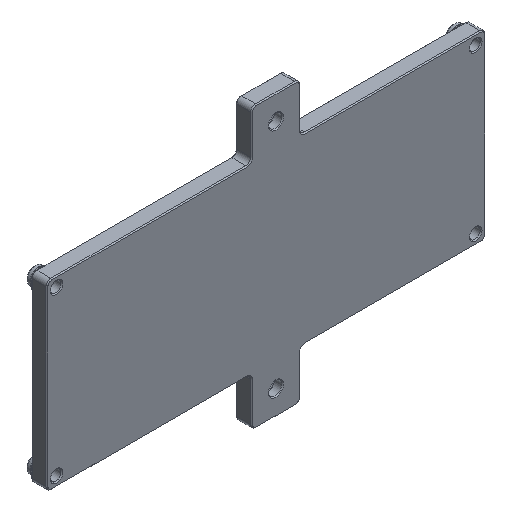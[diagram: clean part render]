
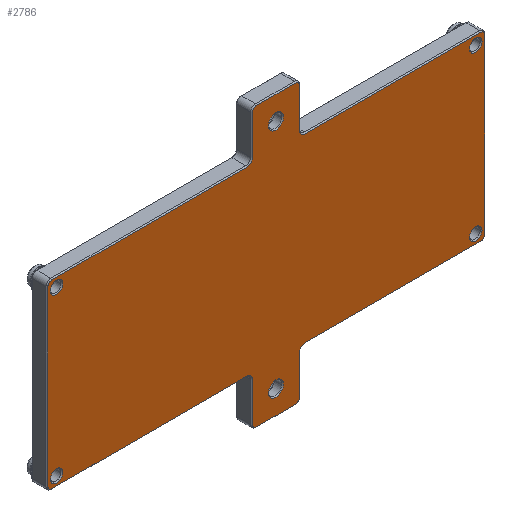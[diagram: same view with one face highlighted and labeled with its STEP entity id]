
A CAD part, isometric view. The second image highlights one B-rep face of the part: STEP entity #2786.
In plain terms, the highlighted planar face has unit normal (0, -1, 0).
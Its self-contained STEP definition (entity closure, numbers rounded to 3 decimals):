
#204=FACE_BOUND('',#484,.T.);
#205=FACE_BOUND('',#485,.T.);
#206=FACE_BOUND('',#486,.T.);
#207=FACE_BOUND('',#487,.T.);
#208=FACE_BOUND('',#488,.T.);
#209=FACE_BOUND('',#489,.T.);
#221=PLANE('',#3008);
#302=FACE_OUTER_BOUND('',#483,.T.);
#483=EDGE_LOOP('',(#1931,#1932,#1933,#1934,#1935,#1936,#1937,#1938,#1939,
#1940,#1941,#1942,#1943,#1944,#1945,#1946,#1947,#1948,#1949,#1950,#1951,
#1952,#1953,#1954));
#484=EDGE_LOOP('',(#1955));
#485=EDGE_LOOP('',(#1956));
#486=EDGE_LOOP('',(#1957));
#487=EDGE_LOOP('',(#1958));
#488=EDGE_LOOP('',(#1959));
#489=EDGE_LOOP('',(#1960));
#686=LINE('',#3990,#880);
#687=LINE('',#3994,#881);
#688=LINE('',#3998,#882);
#689=LINE('',#4002,#883);
#690=LINE('',#4006,#884);
#691=LINE('',#4010,#885);
#692=LINE('',#4014,#886);
#693=LINE('',#4018,#887);
#694=LINE('',#4022,#888);
#695=LINE('',#4026,#889);
#696=LINE('',#4030,#890);
#697=LINE('',#4034,#891);
#880=VECTOR('',#3301,10.);
#881=VECTOR('',#3304,10.);
#882=VECTOR('',#3307,10.);
#883=VECTOR('',#3310,10.);
#884=VECTOR('',#3313,10.);
#885=VECTOR('',#3316,10.);
#886=VECTOR('',#3319,10.);
#887=VECTOR('',#3322,10.);
#888=VECTOR('',#3325,10.);
#889=VECTOR('',#3328,10.);
#890=VECTOR('',#3331,10.);
#891=VECTOR('',#3334,10.);
#1077=CIRCLE('',#3007,3.1);
#1078=CIRCLE('',#3009,1.6);
#1079=CIRCLE('',#3010,1.6);
#1080=CIRCLE('',#3011,2.4);
#1081=CIRCLE('',#3012,1.6);
#1082=CIRCLE('',#3013,1.6);
#1083=CIRCLE('',#3014,2.4);
#1084=CIRCLE('',#3015,1.6);
#1085=CIRCLE('',#3016,1.6);
#1086=CIRCLE('',#3017,2.4);
#1087=CIRCLE('',#3018,1.6);
#1088=CIRCLE('',#3019,1.6);
#1089=CIRCLE('',#3020,2.4);
#1090=CIRCLE('',#3021,3.1);
#1091=CIRCLE('',#3022,2.55);
#1092=CIRCLE('',#3023,2.55);
#1093=CIRCLE('',#3024,2.55);
#1094=CIRCLE('',#3025,2.55);
#1215=VERTEX_POINT('',#3984);
#1216=VERTEX_POINT('',#3988);
#1217=VERTEX_POINT('',#3989);
#1218=VERTEX_POINT('',#3991);
#1219=VERTEX_POINT('',#3993);
#1220=VERTEX_POINT('',#3995);
#1221=VERTEX_POINT('',#3997);
#1222=VERTEX_POINT('',#3999);
#1223=VERTEX_POINT('',#4001);
#1224=VERTEX_POINT('',#4003);
#1225=VERTEX_POINT('',#4005);
#1226=VERTEX_POINT('',#4007);
#1227=VERTEX_POINT('',#4009);
#1228=VERTEX_POINT('',#4011);
#1229=VERTEX_POINT('',#4013);
#1230=VERTEX_POINT('',#4015);
#1231=VERTEX_POINT('',#4017);
#1232=VERTEX_POINT('',#4019);
#1233=VERTEX_POINT('',#4021);
#1234=VERTEX_POINT('',#4023);
#1235=VERTEX_POINT('',#4025);
#1236=VERTEX_POINT('',#4027);
#1237=VERTEX_POINT('',#4029);
#1238=VERTEX_POINT('',#4031);
#1239=VERTEX_POINT('',#4033);
#1240=VERTEX_POINT('',#4036);
#1241=VERTEX_POINT('',#4038);
#1242=VERTEX_POINT('',#4040);
#1243=VERTEX_POINT('',#4042);
#1244=VERTEX_POINT('',#4044);
#1483=EDGE_CURVE('',#1215,#1215,#1077,.T.);
#1485=EDGE_CURVE('',#1216,#1217,#686,.T.);
#1486=EDGE_CURVE('',#1218,#1216,#1078,.T.);
#1487=EDGE_CURVE('',#1219,#1218,#687,.T.);
#1488=EDGE_CURVE('',#1220,#1219,#1079,.T.);
#1489=EDGE_CURVE('',#1221,#1220,#688,.T.);
#1490=EDGE_CURVE('',#1222,#1221,#1080,.T.);
#1491=EDGE_CURVE('',#1223,#1222,#689,.T.);
#1492=EDGE_CURVE('',#1224,#1223,#1081,.T.);
#1493=EDGE_CURVE('',#1225,#1224,#690,.T.);
#1494=EDGE_CURVE('',#1226,#1225,#1082,.T.);
#1495=EDGE_CURVE('',#1227,#1226,#691,.T.);
#1496=EDGE_CURVE('',#1228,#1227,#1083,.T.);
#1497=EDGE_CURVE('',#1229,#1228,#692,.T.);
#1498=EDGE_CURVE('',#1230,#1229,#1084,.T.);
#1499=EDGE_CURVE('',#1231,#1230,#693,.T.);
#1500=EDGE_CURVE('',#1232,#1231,#1085,.T.);
#1501=EDGE_CURVE('',#1233,#1232,#694,.T.);
#1502=EDGE_CURVE('',#1234,#1233,#1086,.T.);
#1503=EDGE_CURVE('',#1235,#1234,#695,.T.);
#1504=EDGE_CURVE('',#1236,#1235,#1087,.T.);
#1505=EDGE_CURVE('',#1237,#1236,#696,.T.);
#1506=EDGE_CURVE('',#1238,#1237,#1088,.T.);
#1507=EDGE_CURVE('',#1239,#1238,#697,.T.);
#1508=EDGE_CURVE('',#1217,#1239,#1089,.T.);
#1509=EDGE_CURVE('',#1240,#1240,#1090,.T.);
#1510=EDGE_CURVE('',#1241,#1241,#1091,.T.);
#1511=EDGE_CURVE('',#1242,#1242,#1092,.T.);
#1512=EDGE_CURVE('',#1243,#1243,#1093,.T.);
#1513=EDGE_CURVE('',#1244,#1244,#1094,.T.);
#1931=ORIENTED_EDGE('',*,*,#1485,.F.);
#1932=ORIENTED_EDGE('',*,*,#1486,.F.);
#1933=ORIENTED_EDGE('',*,*,#1487,.F.);
#1934=ORIENTED_EDGE('',*,*,#1488,.F.);
#1935=ORIENTED_EDGE('',*,*,#1489,.F.);
#1936=ORIENTED_EDGE('',*,*,#1490,.F.);
#1937=ORIENTED_EDGE('',*,*,#1491,.F.);
#1938=ORIENTED_EDGE('',*,*,#1492,.F.);
#1939=ORIENTED_EDGE('',*,*,#1493,.F.);
#1940=ORIENTED_EDGE('',*,*,#1494,.F.);
#1941=ORIENTED_EDGE('',*,*,#1495,.F.);
#1942=ORIENTED_EDGE('',*,*,#1496,.F.);
#1943=ORIENTED_EDGE('',*,*,#1497,.F.);
#1944=ORIENTED_EDGE('',*,*,#1498,.F.);
#1945=ORIENTED_EDGE('',*,*,#1499,.F.);
#1946=ORIENTED_EDGE('',*,*,#1500,.F.);
#1947=ORIENTED_EDGE('',*,*,#1501,.F.);
#1948=ORIENTED_EDGE('',*,*,#1502,.F.);
#1949=ORIENTED_EDGE('',*,*,#1503,.F.);
#1950=ORIENTED_EDGE('',*,*,#1504,.F.);
#1951=ORIENTED_EDGE('',*,*,#1505,.F.);
#1952=ORIENTED_EDGE('',*,*,#1506,.F.);
#1953=ORIENTED_EDGE('',*,*,#1507,.F.);
#1954=ORIENTED_EDGE('',*,*,#1508,.F.);
#1955=ORIENTED_EDGE('',*,*,#1509,.F.);
#1956=ORIENTED_EDGE('',*,*,#1510,.F.);
#1957=ORIENTED_EDGE('',*,*,#1511,.F.);
#1958=ORIENTED_EDGE('',*,*,#1512,.F.);
#1959=ORIENTED_EDGE('',*,*,#1513,.F.);
#1960=ORIENTED_EDGE('',*,*,#1483,.F.);
#2786=ADVANCED_FACE('',(#302,#204,#205,#206,#207,#208,#209),#221,.F.);
#3007=AXIS2_PLACEMENT_3D('',#3985,#3296,#3297);
#3008=AXIS2_PLACEMENT_3D('',#3987,#3299,#3300);
#3009=AXIS2_PLACEMENT_3D('',#3992,#3302,#3303);
#3010=AXIS2_PLACEMENT_3D('',#3996,#3305,#3306);
#3011=AXIS2_PLACEMENT_3D('',#4000,#3308,#3309);
#3012=AXIS2_PLACEMENT_3D('',#4004,#3311,#3312);
#3013=AXIS2_PLACEMENT_3D('',#4008,#3314,#3315);
#3014=AXIS2_PLACEMENT_3D('',#4012,#3317,#3318);
#3015=AXIS2_PLACEMENT_3D('',#4016,#3320,#3321);
#3016=AXIS2_PLACEMENT_3D('',#4020,#3323,#3324);
#3017=AXIS2_PLACEMENT_3D('',#4024,#3326,#3327);
#3018=AXIS2_PLACEMENT_3D('',#4028,#3329,#3330);
#3019=AXIS2_PLACEMENT_3D('',#4032,#3332,#3333);
#3020=AXIS2_PLACEMENT_3D('',#4035,#3335,#3336);
#3021=AXIS2_PLACEMENT_3D('',#4037,#3337,#3338);
#3022=AXIS2_PLACEMENT_3D('',#4039,#3339,#3340);
#3023=AXIS2_PLACEMENT_3D('',#4041,#3341,#3342);
#3024=AXIS2_PLACEMENT_3D('',#4043,#3343,#3344);
#3025=AXIS2_PLACEMENT_3D('',#4045,#3345,#3346);
#3296=DIRECTION('center_axis',(0.,-1.,0.));
#3297=DIRECTION('ref_axis',(1.,0.,0.));
#3299=DIRECTION('center_axis',(0.,1.,0.));
#3300=DIRECTION('ref_axis',(0.,0.,1.));
#3301=DIRECTION('',(1.,0.,0.));
#3302=DIRECTION('center_axis',(0.,1.,0.));
#3303=DIRECTION('ref_axis',(-0.707,0.,0.707));
#3304=DIRECTION('',(0.,0.,1.));
#3305=DIRECTION('center_axis',(0.,1.,0.));
#3306=DIRECTION('ref_axis',(-0.707,0.,-0.707));
#3307=DIRECTION('',(-1.,0.,0.));
#3308=DIRECTION('center_axis',(0.,-1.,0.));
#3309=DIRECTION('ref_axis',(0.707,0.,0.707));
#3310=DIRECTION('',(0.,0.,1.));
#3311=DIRECTION('center_axis',(0.,1.,0.));
#3312=DIRECTION('ref_axis',(-0.707,0.,-0.707));
#3313=DIRECTION('',(-1.,0.,0.));
#3314=DIRECTION('center_axis',(0.,1.,0.));
#3315=DIRECTION('ref_axis',(0.707,0.,-0.707));
#3316=DIRECTION('',(0.,0.,-1.));
#3317=DIRECTION('center_axis',(0.,-1.,0.));
#3318=DIRECTION('ref_axis',(-0.707,0.,0.707));
#3319=DIRECTION('',(-1.,0.,0.));
#3320=DIRECTION('center_axis',(0.,1.,0.));
#3321=DIRECTION('ref_axis',(0.707,0.,-0.707));
#3322=DIRECTION('',(0.,0.,-1.));
#3323=DIRECTION('center_axis',(0.,1.,0.));
#3324=DIRECTION('ref_axis',(0.707,0.,0.707));
#3325=DIRECTION('',(1.,0.,0.));
#3326=DIRECTION('center_axis',(0.,-1.,0.));
#3327=DIRECTION('ref_axis',(-0.707,0.,-0.707));
#3328=DIRECTION('',(0.,0.,-1.));
#3329=DIRECTION('center_axis',(0.,1.,0.));
#3330=DIRECTION('ref_axis',(0.707,0.,0.707));
#3331=DIRECTION('',(1.,0.,0.));
#3332=DIRECTION('center_axis',(0.,1.,0.));
#3333=DIRECTION('ref_axis',(-0.707,0.,0.707));
#3334=DIRECTION('',(0.,0.,1.));
#3335=DIRECTION('center_axis',(0.,-1.,0.));
#3336=DIRECTION('ref_axis',(0.707,0.,-0.707));
#3337=DIRECTION('center_axis',(0.,-1.,0.));
#3338=DIRECTION('ref_axis',(1.,0.,0.));
#3339=DIRECTION('center_axis',(0.,-1.,0.));
#3340=DIRECTION('ref_axis',(1.,0.,0.));
#3341=DIRECTION('center_axis',(0.,-1.,0.));
#3342=DIRECTION('ref_axis',(1.,0.,0.));
#3343=DIRECTION('center_axis',(0.,-1.,0.));
#3344=DIRECTION('ref_axis',(1.,0.,0.));
#3345=DIRECTION('center_axis',(0.,-1.,0.));
#3346=DIRECTION('ref_axis',(1.,0.,0.));
#3984=CARTESIAN_POINT('',(-3.1,0.,-47.5));
#3985=CARTESIAN_POINT('Origin',(0.,0.,-47.5));
#3987=CARTESIAN_POINT('Origin',(-4.,0.,0.));
#3988=CARTESIAN_POINT('',(-92.,0.,37.1));
#3989=CARTESIAN_POINT('',(-12.,0.,37.1));
#3990=CARTESIAN_POINT('',(-49.,0.,37.1));
#3991=CARTESIAN_POINT('',(-93.6,0.,35.5));
#3992=CARTESIAN_POINT('Origin',(-92.,0.,35.5));
#3993=CARTESIAN_POINT('',(-93.6,0.,-35.5));
#3994=CARTESIAN_POINT('',(-93.6,0.,-18.75));
#3995=CARTESIAN_POINT('',(-92.,0.,-37.1));
#3996=CARTESIAN_POINT('Origin',(-92.,0.,-35.5));
#3997=CARTESIAN_POINT('',(-12.,0.,-37.1));
#3998=CARTESIAN_POINT('',(-7.,0.,-37.1));
#3999=CARTESIAN_POINT('',(-9.6,0.,-39.5));
#4000=CARTESIAN_POINT('Origin',(-12.,0.,-39.5));
#4001=CARTESIAN_POINT('',(-9.6,0.,-55.5));
#4002=CARTESIAN_POINT('',(-9.6,0.,-28.75));
#4003=CARTESIAN_POINT('',(-8.,0.,-57.1));
#4004=CARTESIAN_POINT('Origin',(-8.,0.,-55.5));
#4005=CARTESIAN_POINT('',(8.,0.,-57.1));
#4006=CARTESIAN_POINT('',(3.,0.,-57.1));
#4007=CARTESIAN_POINT('',(9.6,0.,-55.5));
#4008=CARTESIAN_POINT('Origin',(8.,0.,-55.5));
#4009=CARTESIAN_POINT('',(9.6,0.,-39.5));
#4010=CARTESIAN_POINT('',(9.6,0.,-18.75));
#4011=CARTESIAN_POINT('',(12.,0.,-37.1));
#4012=CARTESIAN_POINT('Origin',(12.,0.,-39.5));
#4013=CARTESIAN_POINT('',(84.,0.,-37.1));
#4014=CARTESIAN_POINT('',(41.,0.,-37.1));
#4015=CARTESIAN_POINT('',(85.6,0.,-35.5));
#4016=CARTESIAN_POINT('Origin',(84.,0.,-35.5));
#4017=CARTESIAN_POINT('',(85.6,0.,35.5));
#4018=CARTESIAN_POINT('',(85.6,0.,18.75));
#4019=CARTESIAN_POINT('',(84.,0.,37.1));
#4020=CARTESIAN_POINT('Origin',(84.,0.,35.5));
#4021=CARTESIAN_POINT('',(12.,0.,37.1));
#4022=CARTESIAN_POINT('',(3.,0.,37.1));
#4023=CARTESIAN_POINT('',(9.6,0.,39.5));
#4024=CARTESIAN_POINT('Origin',(12.,0.,39.5));
#4025=CARTESIAN_POINT('',(9.6,0.,55.5));
#4026=CARTESIAN_POINT('',(9.6,0.,28.75));
#4027=CARTESIAN_POINT('',(8.,0.,57.1));
#4028=CARTESIAN_POINT('Origin',(8.,0.,55.5));
#4029=CARTESIAN_POINT('',(-8.,0.,57.1));
#4030=CARTESIAN_POINT('',(-7.,0.,57.1));
#4031=CARTESIAN_POINT('',(-9.6,0.,55.5));
#4032=CARTESIAN_POINT('Origin',(-8.,0.,55.5));
#4033=CARTESIAN_POINT('',(-9.6,0.,39.5));
#4034=CARTESIAN_POINT('',(-9.6,0.,18.75));
#4035=CARTESIAN_POINT('Origin',(-12.,0.,39.5));
#4036=CARTESIAN_POINT('',(-3.1,0.,47.5));
#4037=CARTESIAN_POINT('Origin',(0.,0.,47.5));
#4038=CARTESIAN_POINT('',(-92.55,0.,33.5));
#4039=CARTESIAN_POINT('Origin',(-90.,0.,33.5));
#4040=CARTESIAN_POINT('',(79.45,0.,33.5));
#4041=CARTESIAN_POINT('Origin',(82.,0.,33.5));
#4042=CARTESIAN_POINT('',(79.45,0.,-33.5));
#4043=CARTESIAN_POINT('Origin',(82.,0.,-33.5));
#4044=CARTESIAN_POINT('',(-92.55,0.,-33.5));
#4045=CARTESIAN_POINT('Origin',(-90.,0.,-33.5));
